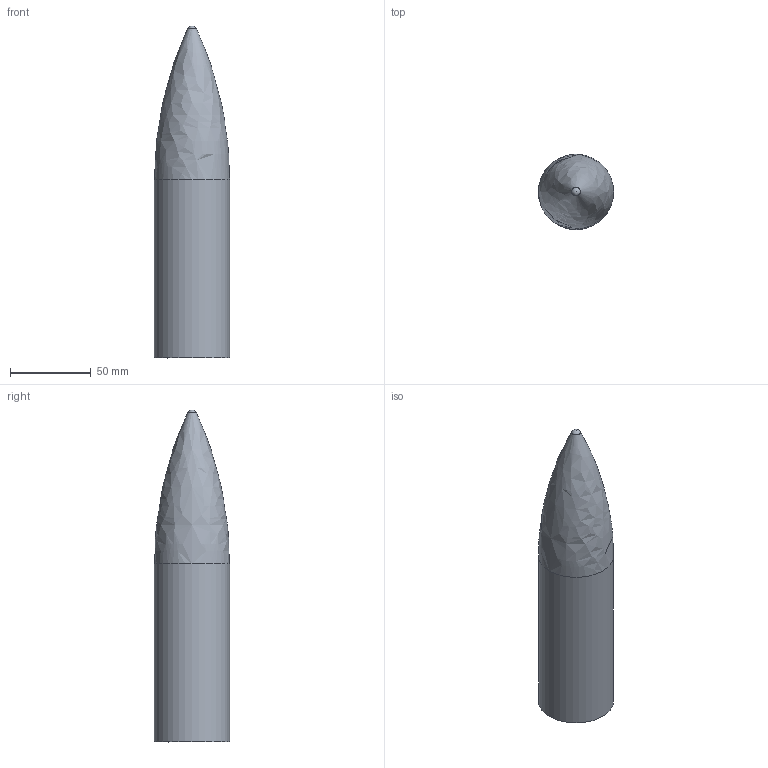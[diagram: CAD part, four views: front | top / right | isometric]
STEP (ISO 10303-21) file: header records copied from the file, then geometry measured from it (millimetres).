
FILE_DESCRIPTION(/* description */ (''),/* implementation_level */ '2;1');
FILE_NAME(/* name */ 'Nose Cone.step',/* time_stamp */ '2024-01-26T10:47:45+08:00',/* author */ (''),/* organization */ (''),/* preprocessor_version */ 'ST-DEVELOPER v20',/* originating_system */ 'Autodesk Translation Framework v12.14.0.127',/* authorisation */ '');
FILE_SCHEMA (('AUTOMOTIVE_DESIGN { 1 0 10303 214 3 1 1 }'));
Length unit declared in the file: millimetre
Products named in the file (1): Nose Cone
Bounding box: 46.4 x 46.4 x 205 mm (x, y, z)
Volume: 32043.3 mm3; surface area: 51131.4 mm2
Topology: 1 solids, 1 shells, 22 faces, 53 edges, 32 vertices
Faces by surface type: cylinder 11, bspline 4, plane 3, torus 2, sphere 2
Full cylindrical faces by diameter (mm): 39.929 x2, 41.378 x1, 42.222 x2, 44 x1, 46.4 x1
Entity records: 2068 total; most frequent: CARTESIAN_POINT 1572, ORIENTED_EDGE 102, DIRECTION 87, EDGE_CURVE 51, AXIS2_PLACEMENT_3D 39, VERTEX_POINT 32, EDGE_LOOP 23, FACE_OUTER_BOUND 22
